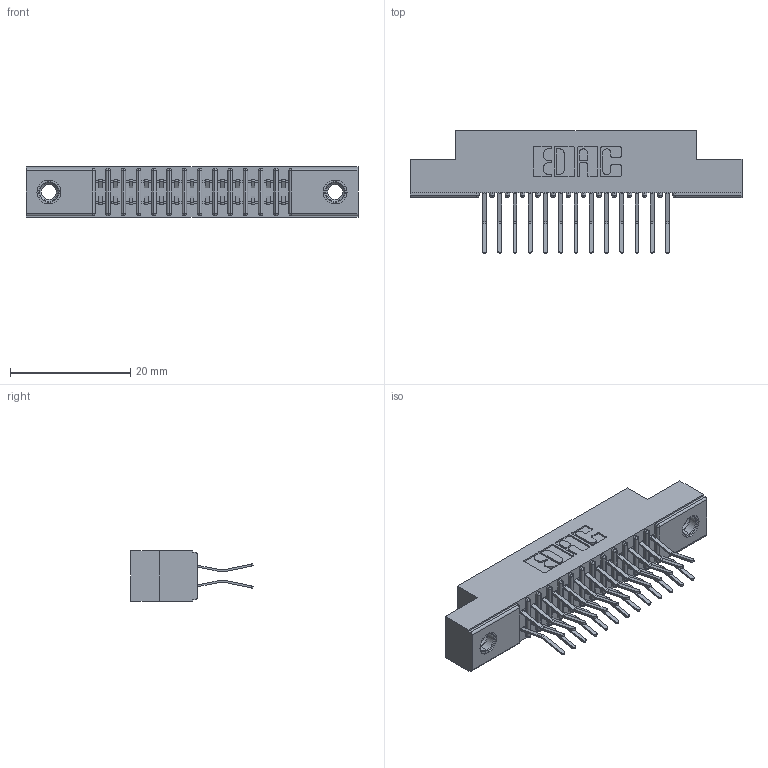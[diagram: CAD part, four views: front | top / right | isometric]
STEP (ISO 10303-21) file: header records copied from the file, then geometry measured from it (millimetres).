
FILE_DESCRIPTION (( 'STEP AP203' ), '1' );
FILE_NAME ('391-026-560-207.STEP', '2018-08-08T20:34:46', ( '' ), ( '' ), 'SwSTEP 2.0', 'SolidWorks 2016', '' );
FILE_SCHEMA (( 'CONFIG_CONTROL_DESIGN' ));
Length unit declared in the file: inch
Products named in the file (4): 391-026-560-207; 341 Part_.156 (3.96) Dia Mounting Holes; 341-292-001_341-292-160; 345-250-001_345-250-005-103
Assembly tree (29 placements, depth 2):
  391-026-560-207
    341 Part_.156 (3.96) Dia Mounting Holes
    341-292-001_341-292-160  x26
    345-250-001_345-250-005-103  x2
Bounding box: 55.24 x 20.37 x 8.38 mm (x, y, z)
Volume: 3182 mm3; surface area: 6297.2 mm2
Topology: 29 solids, 29 shells, 1996 faces, 5743 edges, 3722 vertices
Faces by surface type: plane 1140, cylinder 788, sphere 28, torus 28, cone 12
Entity records: 20921 total; most frequent: CARTESIAN_POINT 3462, ORIENTED_EDGE 3430, DIRECTION 3395, EDGE_CURVE 1715, LINE 1345, VECTOR 1345, VERTEX_POINT 1092, AXIS2_PLACEMENT_3D 1025
